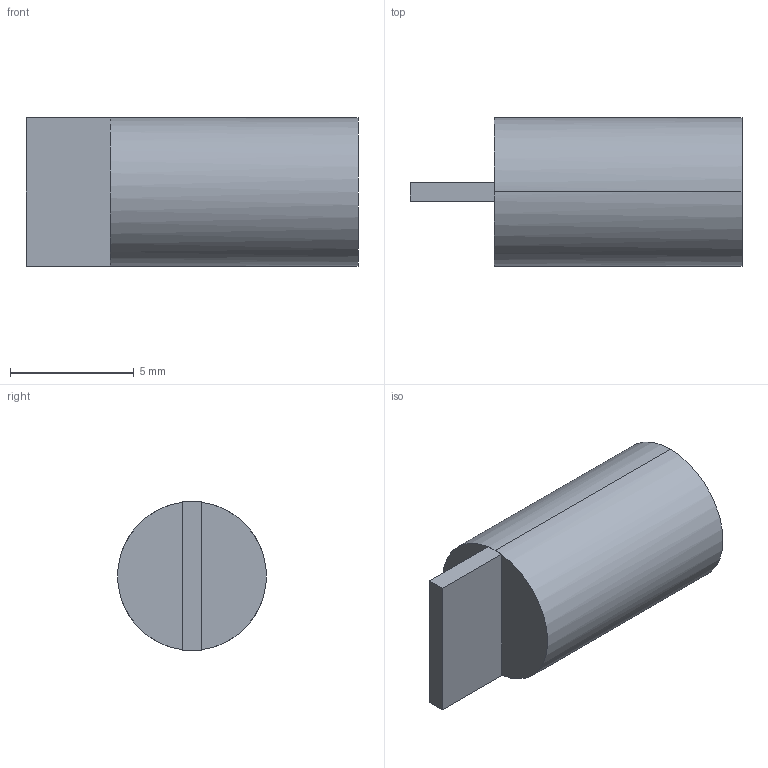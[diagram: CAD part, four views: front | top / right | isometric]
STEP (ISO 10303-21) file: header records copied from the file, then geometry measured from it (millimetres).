
FILE_DESCRIPTION (( 'STEP AP203' ), '1' );
FILE_NAME ('Part2.stp_Default_sldprt.STEP', '2023-07-25T20:25:37', ( '' ), ( '' ), 'SwSTEP 2.0', 'SolidWorks 2020', '' );
FILE_SCHEMA (( 'CONFIG_CONTROL_DESIGN' ));
Length unit declared in the file: millimetre
Products named in the file (1): Part2.stp_Default_sldprt
Bounding box: 13.39 x 6 x 6 mm (x, y, z)
Volume: 289.4 mm3; surface area: 301.2 mm2
Topology: 1 solids, 1 shells, 17 faces, 34 edges, 20 vertices
Faces by surface type: plane 13, cylinder 4
Entity records: 513 total; most frequent: DIRECTION 82, CARTESIAN_POINT 72, ORIENTED_EDGE 68, EDGE_CURVE 34, AXIS2_PLACEMENT_3D 30, VECTOR 22, LINE 22, VERTEX_POINT 20
